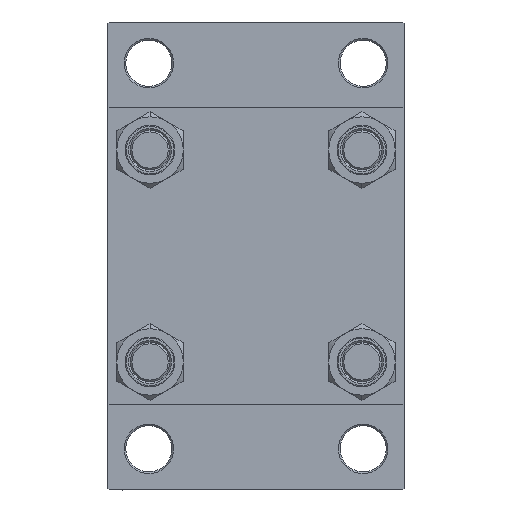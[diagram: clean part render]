
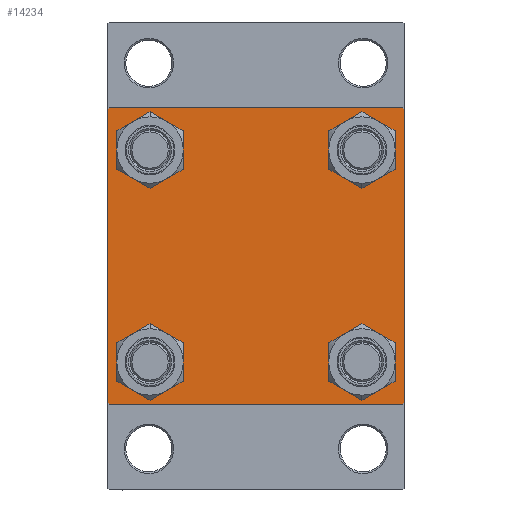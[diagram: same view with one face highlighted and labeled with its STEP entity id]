
A CAD part, left-side view. The second image highlights one B-rep face of the part: STEP entity #14234.
In plain terms, the highlighted planar face has unit normal (-1, 0, 0).
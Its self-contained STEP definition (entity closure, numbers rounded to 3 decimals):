
#309 = PLANE ( 'NONE',  #20001 ) ;
#943 = AXIS2_PLACEMENT_3D ( 'NONE', #26845, #1320, #41433 ) ;
#1234 = CIRCLE ( 'NONE', #38602, 6.5 ) ;
#1320 = DIRECTION ( 'NONE',  ( 1., 0., 0. ) ) ;
#1369 = EDGE_CURVE ( 'NONE', #44967, #41658, #8994, .T. ) ;
#1866 = CARTESIAN_POINT ( 'NONE',  ( 0., -45., 44.5 ) ) ;
#1907 = VERTEX_POINT ( 'NONE', #14903 ) ;
#1937 = CIRCLE ( 'NONE', #3460, 6.5 ) ;
#2332 = ORIENTED_EDGE ( 'NONE', *, *, #9894, .T. ) ;
#2723 = CARTESIAN_POINT ( 'NONE',  ( 0., -32.15, 25.65 ) ) ;
#2884 = EDGE_CURVE ( 'NONE', #37123, #9558, #46275, .T. ) ;
#2928 = DIRECTION ( 'NONE',  ( 0., -0.707, -0.707 ) ) ;
#3044 = CARTESIAN_POINT ( 'NONE',  ( 0., 44.75, 44.75 ) ) ;
#3219 = EDGE_CURVE ( 'NONE', #9558, #5645, #25398, .T. ) ;
#3229 = VECTOR ( 'NONE', #34977, 1000. ) ;
#3460 = AXIS2_PLACEMENT_3D ( 'NONE', #16582, #10114, #20394 ) ;
#3700 = DIRECTION ( 'NONE',  ( 1., 0., 0. ) ) ;
#3781 = DIRECTION ( 'NONE',  ( 0., 0., -1. ) ) ;
#4377 = CARTESIAN_POINT ( 'NONE',  ( 0., 44.5, 45. ) ) ;
#4726 = AXIS2_PLACEMENT_3D ( 'NONE', #31143, #8941, #25957 ) ;
#5304 = VERTEX_POINT ( 'NONE', #1866 ) ;
#5645 = VERTEX_POINT ( 'NONE', #11362 ) ;
#5841 = DIRECTION ( 'NONE',  ( 0., 0., 1. ) ) ;
#6254 = AXIS2_PLACEMENT_3D ( 'NONE', #6831, #3700, #25177 ) ;
#6387 = DIRECTION ( 'NONE',  ( 0., 0., 1. ) ) ;
#6831 = CARTESIAN_POINT ( 'NONE',  ( 0., 32.15, -32.15 ) ) ;
#7007 = CARTESIAN_POINT ( 'NONE',  ( 0., 44.5, -45. ) ) ;
#8941 = DIRECTION ( 'NONE',  ( 1., 0., 0. ) ) ;
#8956 = LINE ( 'NONE', #23507, #3229 ) ;
#8994 = CIRCLE ( 'NONE', #31860, 6.5 ) ;
#9558 = VERTEX_POINT ( 'NONE', #20505 ) ;
#9687 = ORIENTED_EDGE ( 'NONE', *, *, #15355, .F. ) ;
#9782 = EDGE_CURVE ( 'NONE', #22518, #25835, #13056, .T. ) ;
#9894 = EDGE_CURVE ( 'NONE', #1907, #34874, #46659, .T. ) ;
#10114 = DIRECTION ( 'NONE',  ( 1., 0., 0. ) ) ;
#10996 = ORIENTED_EDGE ( 'NONE', *, *, #1369, .T. ) ;
#11362 = CARTESIAN_POINT ( 'NONE',  ( 0., 45., -44.5 ) ) ;
#11816 = EDGE_CURVE ( 'NONE', #46898, #33660, #33728, .T. ) ;
#12661 = CARTESIAN_POINT ( 'NONE',  ( 0., -32.15, -25.65 ) ) ;
#13056 = LINE ( 'NONE', #43126, #36692 ) ;
#14105 = EDGE_CURVE ( 'NONE', #33660, #46898, #32183, .T. ) ;
#14234 = ADVANCED_FACE ( 'NONE', ( #35905, #17763, #39715, #29657, #29176 ), #309, .T. ) ;
#14311 = EDGE_CURVE ( 'NONE', #29097, #23694, #29096, .T. ) ;
#14355 = ORIENTED_EDGE ( 'NONE', *, *, #9782, .T. ) ;
#14636 = DIRECTION ( 'NONE',  ( 0., 0., 1. ) ) ;
#14903 = CARTESIAN_POINT ( 'NONE',  ( 0., 32.15, -38.65 ) ) ;
#15181 = CARTESIAN_POINT ( 'NONE',  ( 0., 32.15, 25.65 ) ) ;
#15265 = EDGE_CURVE ( 'NONE', #41658, #44967, #29136, .T. ) ;
#15355 = EDGE_CURVE ( 'NONE', #37123, #20660, #8956, .T. ) ;
#15399 = AXIS2_PLACEMENT_3D ( 'NONE', #18448, #33244, #26082 ) ;
#15614 = ORIENTED_EDGE ( 'NONE', *, *, #22449, .T. ) ;
#16250 = ORIENTED_EDGE ( 'NONE', *, *, #2884, .T. ) ;
#16341 = ORIENTED_EDGE ( 'NONE', *, *, #23455, .T. ) ;
#16582 = CARTESIAN_POINT ( 'NONE',  ( 0., 32.15, 32.15 ) ) ;
#17485 = VECTOR ( 'NONE', #36870, 1000. ) ;
#17613 = DIRECTION ( 'NONE',  ( 0., 0.707, -0.707 ) ) ;
#17763 = FACE_BOUND ( 'NONE', #27654, .T. ) ;
#17818 = DIRECTION ( 'NONE',  ( 1., 0., 0. ) ) ;
#18210 = CARTESIAN_POINT ( 'NONE',  ( 0., 0., 0. ) ) ;
#18448 = CARTESIAN_POINT ( 'NONE',  ( 0., 32.15, 32.15 ) ) ;
#20001 = AXIS2_PLACEMENT_3D ( 'NONE', #18210, #32762, #14636 ) ;
#20173 = DIRECTION ( 'NONE',  ( 0., -0.707, 0.707 ) ) ;
#20394 = DIRECTION ( 'NONE',  ( 0., 0., 1. ) ) ;
#20406 = LINE ( 'NONE', #29123, #42486 ) ;
#20505 = CARTESIAN_POINT ( 'NONE',  ( 0., 45., 44.5 ) ) ;
#20660 = VERTEX_POINT ( 'NONE', #30112 ) ;
#21054 = CARTESIAN_POINT ( 'NONE',  ( 0., 32.15, -25.65 ) ) ;
#21407 = EDGE_LOOP ( 'NONE', ( #15614, #21843 ) ) ;
#21843 = ORIENTED_EDGE ( 'NONE', *, *, #14311, .T. ) ;
#22449 = EDGE_CURVE ( 'NONE', #23694, #29097, #1937, .T. ) ;
#22518 = VERTEX_POINT ( 'NONE', #7007 ) ;
#23455 = EDGE_CURVE ( 'NONE', #5304, #20660, #27010, .T. ) ;
#23507 = CARTESIAN_POINT ( 'NONE',  ( 0., 45., 45. ) ) ;
#23694 = VERTEX_POINT ( 'NONE', #37730 ) ;
#23787 = CARTESIAN_POINT ( 'NONE',  ( 0., -44.5, -45. ) ) ;
#24419 = EDGE_CURVE ( 'NONE', #5645, #22518, #42820, .T. ) ;
#24704 = ORIENTED_EDGE ( 'NONE', *, *, #14105, .T. ) ;
#25177 = DIRECTION ( 'NONE',  ( 0., 0., 1. ) ) ;
#25398 = LINE ( 'NONE', #32803, #17485 ) ;
#25589 = VECTOR ( 'NONE', #2928, 1000. ) ;
#25835 = VERTEX_POINT ( 'NONE', #23787 ) ;
#25957 = DIRECTION ( 'NONE',  ( 0., 0., 1. ) ) ;
#26082 = DIRECTION ( 'NONE',  ( 0., 0., 1. ) ) ;
#26845 = CARTESIAN_POINT ( 'NONE',  ( 0., -32.15, -32.15 ) ) ;
#27010 = LINE ( 'NONE', #30365, #37781 ) ;
#27042 = EDGE_CURVE ( 'NONE', #34874, #1907, #1234, .T. ) ;
#27456 = DIRECTION ( 'NONE',  ( 1., 0., 0. ) ) ;
#27654 = EDGE_LOOP ( 'NONE', ( #45759, #10996 ) ) ;
#28398 = VECTOR ( 'NONE', #3781, 1000. ) ;
#28562 = EDGE_CURVE ( 'NONE', #25835, #29595, #20406, .T. ) ;
#29096 = CIRCLE ( 'NONE', #15399, 6.5 ) ;
#29097 = VERTEX_POINT ( 'NONE', #15181 ) ;
#29123 = CARTESIAN_POINT ( 'NONE',  ( 0., -44.75, -44.75 ) ) ;
#29136 = CIRCLE ( 'NONE', #943, 6.5 ) ;
#29176 = FACE_OUTER_BOUND ( 'NONE', #34876, .T. ) ;
#29595 = VERTEX_POINT ( 'NONE', #37326 ) ;
#29657 = FACE_BOUND ( 'NONE', #21407, .T. ) ;
#30112 = CARTESIAN_POINT ( 'NONE',  ( 0., -44.5, 45. ) ) ;
#30365 = CARTESIAN_POINT ( 'NONE',  ( 0., -44.75, 44.75 ) ) ;
#31143 = CARTESIAN_POINT ( 'NONE',  ( 0., -32.15, 32.15 ) ) ;
#31860 = AXIS2_PLACEMENT_3D ( 'NONE', #33687, #27456, #34150 ) ;
#32183 = CIRCLE ( 'NONE', #4726, 6.5 ) ;
#32603 = EDGE_LOOP ( 'NONE', ( #39914, #2332 ) ) ;
#32762 = DIRECTION ( 'NONE',  ( -1., 0., 0. ) ) ;
#32803 = CARTESIAN_POINT ( 'NONE',  ( 0., 45., 45. ) ) ;
#33244 = DIRECTION ( 'NONE',  ( 1., 0., 0. ) ) ;
#33372 = CARTESIAN_POINT ( 'NONE',  ( 0., -45., 45. ) ) ;
#33660 = VERTEX_POINT ( 'NONE', #2723 ) ;
#33687 = CARTESIAN_POINT ( 'NONE',  ( 0., -32.15, -32.15 ) ) ;
#33728 = CIRCLE ( 'NONE', #41337, 6.5 ) ;
#34150 = DIRECTION ( 'NONE',  ( 0., 0., 1. ) ) ;
#34552 = ORIENTED_EDGE ( 'NONE', *, *, #28562, .T. ) ;
#34874 = VERTEX_POINT ( 'NONE', #21054 ) ;
#34876 = EDGE_LOOP ( 'NONE', ( #45537, #41020, #14355, #34552, #46849, #16341, #9687, #16250 ) ) ;
#34977 = DIRECTION ( 'NONE',  ( 0., -1., 0. ) ) ;
#34997 = ORIENTED_EDGE ( 'NONE', *, *, #11816, .T. ) ;
#35905 = FACE_BOUND ( 'NONE', #37312, .T. ) ;
#36222 = CARTESIAN_POINT ( 'NONE',  ( 0., -32.15, 38.65 ) ) ;
#36484 = LINE ( 'NONE', #33372, #28398 ) ;
#36692 = VECTOR ( 'NONE', #42425, 1000. ) ;
#36870 = DIRECTION ( 'NONE',  ( 0., 0., -1. ) ) ;
#37123 = VERTEX_POINT ( 'NONE', #4377 ) ;
#37312 = EDGE_LOOP ( 'NONE', ( #34997, #24704 ) ) ;
#37326 = CARTESIAN_POINT ( 'NONE',  ( 0., -45., -44.5 ) ) ;
#37730 = CARTESIAN_POINT ( 'NONE',  ( 0., 32.15, 38.65 ) ) ;
#37781 = VECTOR ( 'NONE', #41366, 1000. ) ;
#38032 = VECTOR ( 'NONE', #17613, 1000. ) ;
#38602 = AXIS2_PLACEMENT_3D ( 'NONE', #45242, #45951, #5841 ) ;
#39234 = CARTESIAN_POINT ( 'NONE',  ( 0., 44.75, -44.75 ) ) ;
#39715 = FACE_BOUND ( 'NONE', #32603, .T. ) ;
#39914 = ORIENTED_EDGE ( 'NONE', *, *, #27042, .T. ) ;
#41020 = ORIENTED_EDGE ( 'NONE', *, *, #24419, .T. ) ;
#41337 = AXIS2_PLACEMENT_3D ( 'NONE', #42909, #17818, #6387 ) ;
#41358 = CARTESIAN_POINT ( 'NONE',  ( 0., -32.15, -38.65 ) ) ;
#41366 = DIRECTION ( 'NONE',  ( 0., 0.707, 0.707 ) ) ;
#41433 = DIRECTION ( 'NONE',  ( 0., 0., 1. ) ) ;
#41658 = VERTEX_POINT ( 'NONE', #12661 ) ;
#42425 = DIRECTION ( 'NONE',  ( 0., -1., 0. ) ) ;
#42486 = VECTOR ( 'NONE', #20173, 1000. ) ;
#42820 = LINE ( 'NONE', #39234, #25589 ) ;
#42909 = CARTESIAN_POINT ( 'NONE',  ( 0., -32.15, 32.15 ) ) ;
#43126 = CARTESIAN_POINT ( 'NONE',  ( 0., 45., -45. ) ) ;
#44967 = VERTEX_POINT ( 'NONE', #41358 ) ;
#45242 = CARTESIAN_POINT ( 'NONE',  ( 0., 32.15, -32.15 ) ) ;
#45537 = ORIENTED_EDGE ( 'NONE', *, *, #3219, .T. ) ;
#45759 = ORIENTED_EDGE ( 'NONE', *, *, #15265, .T. ) ;
#45951 = DIRECTION ( 'NONE',  ( 1., 0., 0. ) ) ;
#46275 = LINE ( 'NONE', #3044, #38032 ) ;
#46367 = EDGE_CURVE ( 'NONE', #5304, #29595, #36484, .T. ) ;
#46659 = CIRCLE ( 'NONE', #6254, 6.5 ) ;
#46849 = ORIENTED_EDGE ( 'NONE', *, *, #46367, .F. ) ;
#46898 = VERTEX_POINT ( 'NONE', #36222 ) ;
